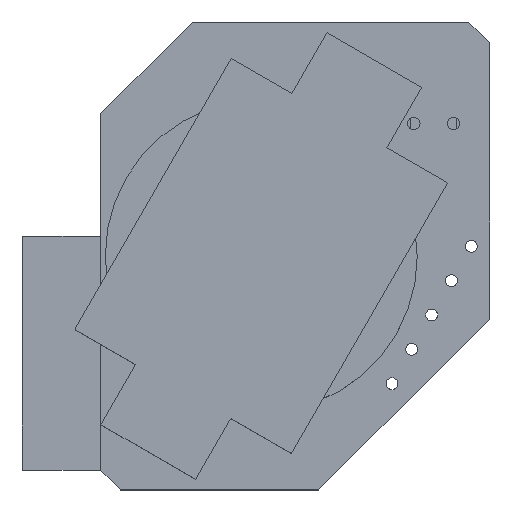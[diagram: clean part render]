
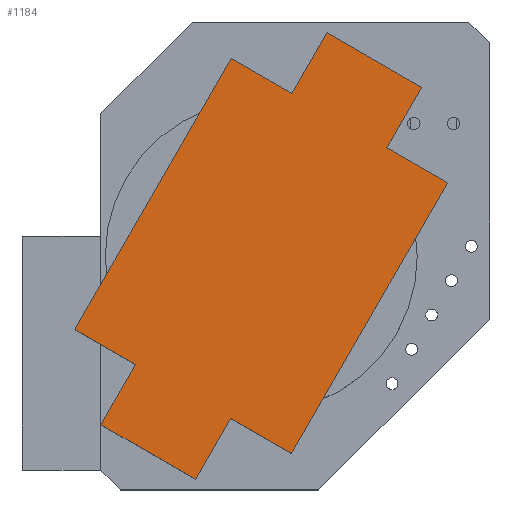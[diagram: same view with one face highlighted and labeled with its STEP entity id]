
A CAD part, top view. The second image highlights one B-rep face of the part: STEP entity #1184.
In plain terms, the highlighted planar face has unit normal (0, 0, 1).
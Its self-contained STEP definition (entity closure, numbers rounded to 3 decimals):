
#671 = VERTEX_POINT('',#672);
#672 = CARTESIAN_POINT('',(-4.219,-14.307,5.5));
#678 = EDGE_CURVE('',#671,#679,#681,.T.);
#679 = VERTEX_POINT('',#680);
#680 = CARTESIAN_POINT('',(-10.281,-10.807,5.5));
#681 = LINE('',#682,#683);
#682 = CARTESIAN_POINT('',(-4.219,-14.307,5.5));
#683 = VECTOR('',#684,1.);
#684 = DIRECTION('',(-0.866,0.5,0.));
#709 = EDGE_CURVE('',#679,#710,#712,.T.);
#710 = VERTEX_POINT('',#711);
#711 = CARTESIAN_POINT('',(-8.059,-6.959,5.5));
#712 = LINE('',#713,#714);
#713 = CARTESIAN_POINT('',(-10.281,-10.807,5.5));
#714 = VECTOR('',#715,1.);
#715 = DIRECTION('',(0.5,0.866,0.));
#740 = EDGE_CURVE('',#710,#741,#743,.T.);
#741 = VERTEX_POINT('',#742);
#742 = CARTESIAN_POINT('',(-11.908,-4.737,5.5));
#743 = LINE('',#744,#745);
#744 = CARTESIAN_POINT('',(-8.059,-6.959,5.5));
#745 = VECTOR('',#746,1.);
#746 = DIRECTION('',(-0.866,0.5,0.));
#771 = EDGE_CURVE('',#741,#772,#774,.T.);
#772 = VERTEX_POINT('',#773);
#773 = CARTESIAN_POINT('',(-11.928,-4.66,5.5));
#774 = LINE('',#775,#776);
#775 = CARTESIAN_POINT('',(-11.908,-4.737,5.5));
#776 = VECTOR('',#777,1.);
#777 = DIRECTION('',(-0.259,0.966,0.));
#802 = EDGE_CURVE('',#772,#803,#805,.T.);
#803 = VERTEX_POINT('',#804);
#804 = CARTESIAN_POINT('',(-1.928,12.66,5.5));
#805 = LINE('',#806,#807);
#806 = CARTESIAN_POINT('',(-11.928,-4.66,5.5));
#807 = VECTOR('',#808,1.);
#808 = DIRECTION('',(0.5,0.866,0.));
#833 = EDGE_CURVE('',#803,#834,#836,.T.);
#834 = VERTEX_POINT('',#835);
#835 = CARTESIAN_POINT('',(1.92,10.438,5.5));
#836 = LINE('',#837,#838);
#837 = CARTESIAN_POINT('',(-1.928,12.66,5.5));
#838 = VECTOR('',#839,1.);
#839 = DIRECTION('',(0.866,-0.5,0.));
#864 = EDGE_CURVE('',#834,#865,#867,.T.);
#865 = VERTEX_POINT('',#866);
#866 = CARTESIAN_POINT('',(1.997,10.459,5.5));
#867 = LINE('',#868,#869);
#868 = CARTESIAN_POINT('',(1.92,10.438,5.5));
#869 = VECTOR('',#870,1.);
#870 = DIRECTION('',(0.966,0.259,0.));
#895 = EDGE_CURVE('',#865,#896,#898,.T.);
#896 = VERTEX_POINT('',#897);
#897 = CARTESIAN_POINT('',(4.219,14.307,5.5));
#898 = LINE('',#899,#900);
#899 = CARTESIAN_POINT('',(1.997,10.459,5.5));
#900 = VECTOR('',#901,1.);
#901 = DIRECTION('',(0.5,0.866,0.));
#926 = EDGE_CURVE('',#896,#927,#929,.T.);
#927 = VERTEX_POINT('',#928);
#928 = CARTESIAN_POINT('',(10.281,10.807,5.5));
#929 = LINE('',#930,#931);
#930 = CARTESIAN_POINT('',(4.219,14.307,5.5));
#931 = VECTOR('',#932,1.);
#932 = DIRECTION('',(0.866,-0.5,0.));
#957 = EDGE_CURVE('',#927,#958,#960,.T.);
#958 = VERTEX_POINT('',#959);
#959 = CARTESIAN_POINT('',(8.059,6.959,5.5));
#960 = LINE('',#961,#962);
#961 = CARTESIAN_POINT('',(10.281,10.807,5.5));
#962 = VECTOR('',#963,1.);
#963 = DIRECTION('',(-0.5,-0.866,0.));
#988 = EDGE_CURVE('',#958,#989,#991,.T.);
#989 = VERTEX_POINT('',#990);
#990 = CARTESIAN_POINT('',(11.908,4.737,5.5));
#991 = LINE('',#992,#993);
#992 = CARTESIAN_POINT('',(8.059,6.959,5.5));
#993 = VECTOR('',#994,1.);
#994 = DIRECTION('',(0.866,-0.5,0.));
#1019 = EDGE_CURVE('',#989,#1020,#1022,.T.);
#1020 = VERTEX_POINT('',#1021);
#1021 = CARTESIAN_POINT('',(11.928,4.66,5.5));
#1022 = LINE('',#1023,#1024);
#1023 = CARTESIAN_POINT('',(11.908,4.737,5.5));
#1024 = VECTOR('',#1025,1.);
#1025 = DIRECTION('',(0.259,-0.966,0.));
#1050 = EDGE_CURVE('',#1020,#1051,#1053,.T.);
#1051 = VERTEX_POINT('',#1052);
#1052 = CARTESIAN_POINT('',(1.928,-12.66,5.5));
#1053 = LINE('',#1054,#1055);
#1054 = CARTESIAN_POINT('',(11.928,4.66,5.5));
#1055 = VECTOR('',#1056,1.);
#1056 = DIRECTION('',(-0.5,-0.866,0.));
#1081 = EDGE_CURVE('',#1051,#1082,#1084,.T.);
#1082 = VERTEX_POINT('',#1083);
#1083 = CARTESIAN_POINT('',(-1.92,-10.438,5.5));
#1084 = LINE('',#1085,#1086);
#1085 = CARTESIAN_POINT('',(1.928,-12.66,5.5));
#1086 = VECTOR('',#1087,1.);
#1087 = DIRECTION('',(-0.866,0.5,0.));
#1112 = EDGE_CURVE('',#1082,#1113,#1115,.T.);
#1113 = VERTEX_POINT('',#1114);
#1114 = CARTESIAN_POINT('',(-1.997,-10.459,5.5));
#1115 = LINE('',#1116,#1117);
#1116 = CARTESIAN_POINT('',(-1.92,-10.438,5.5));
#1117 = VECTOR('',#1118,1.);
#1118 = DIRECTION('',(-0.966,-0.259,0.));
#1143 = EDGE_CURVE('',#1113,#671,#1144,.T.);
#1144 = LINE('',#1145,#1146);
#1145 = CARTESIAN_POINT('',(-1.997,-10.459,5.5));
#1146 = VECTOR('',#1147,1.);
#1147 = DIRECTION('',(-0.5,-0.866,0.));
#1184 = ADVANCED_FACE('',(#1185),#1203,.T.);
#1185 = FACE_BOUND('',#1186,.F.);
#1186 = EDGE_LOOP('',(#1187,#1188,#1189,#1190,#1191,#1192,#1193,#1194,
    #1195,#1196,#1197,#1198,#1199,#1200,#1201,#1202));
#1187 = ORIENTED_EDGE('',*,*,#678,.T.);
#1188 = ORIENTED_EDGE('',*,*,#709,.T.);
#1189 = ORIENTED_EDGE('',*,*,#740,.T.);
#1190 = ORIENTED_EDGE('',*,*,#771,.T.);
#1191 = ORIENTED_EDGE('',*,*,#802,.T.);
#1192 = ORIENTED_EDGE('',*,*,#833,.T.);
#1193 = ORIENTED_EDGE('',*,*,#864,.T.);
#1194 = ORIENTED_EDGE('',*,*,#895,.T.);
#1195 = ORIENTED_EDGE('',*,*,#926,.T.);
#1196 = ORIENTED_EDGE('',*,*,#957,.T.);
#1197 = ORIENTED_EDGE('',*,*,#988,.T.);
#1198 = ORIENTED_EDGE('',*,*,#1019,.T.);
#1199 = ORIENTED_EDGE('',*,*,#1050,.T.);
#1200 = ORIENTED_EDGE('',*,*,#1081,.T.);
#1201 = ORIENTED_EDGE('',*,*,#1112,.T.);
#1202 = ORIENTED_EDGE('',*,*,#1143,.T.);
#1203 = PLANE('',#1204);
#1204 = AXIS2_PLACEMENT_3D('',#1205,#1206,#1207);
#1205 = CARTESIAN_POINT('',(-4.219,-14.307,5.5));
#1206 = DIRECTION('',(0.,0.,1.));
#1207 = DIRECTION('',(1.,0.,0.));
